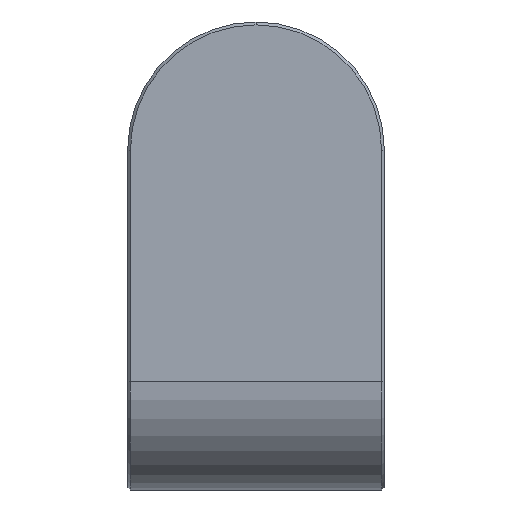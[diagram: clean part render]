
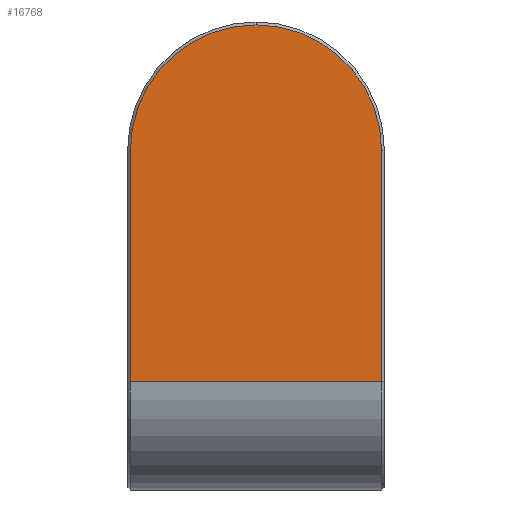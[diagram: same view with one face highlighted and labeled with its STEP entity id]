
A CAD part, left-side view. The second image highlights one B-rep face of the part: STEP entity #16768.
In plain terms, the highlighted planar face has unit normal (-1, 0, 0).
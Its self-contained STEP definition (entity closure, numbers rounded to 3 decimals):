
#482 = EDGE_CURVE ( 'NONE', #30730, #6080, #18836, .T. ) ;
#1849 = DIRECTION ( 'NONE',  ( -1., 0., 0. ) ) ;
#2348 = PLANE ( 'NONE',  #9882 ) ;
#3958 = CARTESIAN_POINT ( 'NONE',  ( 0., 22., 19. ) ) ;
#4661 = LINE ( 'NONE', #25033, #26718 ) ;
#5472 = CARTESIAN_POINT ( 'NONE',  ( 0., 22., 59.5 ) ) ;
#5999 = ORIENTED_EDGE ( 'NONE', *, *, #482, .T. ) ;
#6047 = DIRECTION ( 'NONE',  ( -1., 0., 0. ) ) ;
#6080 = VERTEX_POINT ( 'NONE', #3958 ) ;
#6376 = DIRECTION ( 'NONE',  ( 0., 0., -1. ) ) ;
#7153 = VERTEX_POINT ( 'NONE', #26598 ) ;
#7261 = ORIENTED_EDGE ( 'NONE', *, *, #25812, .T. ) ;
#8015 = DIRECTION ( 'NONE',  ( 0., 0., -1. ) ) ;
#9704 = EDGE_CURVE ( 'NONE', #20604, #30730, #13357, .T. ) ;
#9846 = AXIS2_PLACEMENT_3D ( 'NONE', #22560, #1849, #27541 ) ;
#9882 = AXIS2_PLACEMENT_3D ( 'NONE', #10456, #33900, #15366 ) ;
#10456 = CARTESIAN_POINT ( 'NONE',  ( 0., 22.5, 82. ) ) ;
#11799 = VERTEX_POINT ( 'NONE', #16052 ) ;
#13357 = CIRCLE ( 'NONE', #13518, 22. ) ;
#13518 = AXIS2_PLACEMENT_3D ( 'NONE', #21953, #6047, #6376 ) ;
#14005 = ORIENTED_EDGE ( 'NONE', *, *, #14281, .T. ) ;
#14281 = EDGE_CURVE ( 'NONE', #6080, #7153, #24427, .T. ) ;
#15245 = CARTESIAN_POINT ( 'NONE',  ( 0., 0., 81.5 ) ) ;
#15366 = DIRECTION ( 'NONE',  ( 0., 0., -1. ) ) ;
#16052 = CARTESIAN_POINT ( 'NONE',  ( 0., -22., 59.5 ) ) ;
#16768 = ADVANCED_FACE ( 'NONE', ( #20267 ), #2348, .F. ) ;
#18247 = EDGE_CURVE ( 'NONE', #7153, #11799, #4661, .T. ) ;
#18836 = LINE ( 'NONE', #23687, #28231 ) ;
#20267 = FACE_OUTER_BOUND ( 'NONE', #32825, .T. ) ;
#20604 = VERTEX_POINT ( 'NONE', #15245 ) ;
#20732 = CIRCLE ( 'NONE', #9846, 22. ) ;
#21105 = CARTESIAN_POINT ( 'NONE',  ( 0., 22.5, 19. ) ) ;
#21953 = CARTESIAN_POINT ( 'NONE',  ( 0., 0., 59.5 ) ) ;
#22560 = CARTESIAN_POINT ( 'NONE',  ( 0., 0., 59.5 ) ) ;
#23687 = CARTESIAN_POINT ( 'NONE',  ( 0., 22., 82. ) ) ;
#24427 = LINE ( 'NONE', #21105, #29757 ) ;
#25033 = CARTESIAN_POINT ( 'NONE',  ( 0., -22., 59.5 ) ) ;
#25812 = EDGE_CURVE ( 'NONE', #11799, #20604, #20732, .T. ) ;
#26598 = CARTESIAN_POINT ( 'NONE',  ( 0., -22., 19. ) ) ;
#26718 = VECTOR ( 'NONE', #32798, 1000. ) ;
#27478 = ORIENTED_EDGE ( 'NONE', *, *, #9704, .T. ) ;
#27541 = DIRECTION ( 'NONE',  ( 0., 0., -1. ) ) ;
#28231 = VECTOR ( 'NONE', #8015, 1000. ) ;
#29757 = VECTOR ( 'NONE', #31408, 1000. ) ;
#30500 = ORIENTED_EDGE ( 'NONE', *, *, #18247, .T. ) ;
#30730 = VERTEX_POINT ( 'NONE', #5472 ) ;
#31408 = DIRECTION ( 'NONE',  ( 0., -1., 0. ) ) ;
#32798 = DIRECTION ( 'NONE',  ( 0., 0., 1. ) ) ;
#32825 = EDGE_LOOP ( 'NONE', ( #27478, #5999, #14005, #30500, #7261 ) ) ;
#33900 = DIRECTION ( 'NONE',  ( 1., 0., 0. ) ) ;
